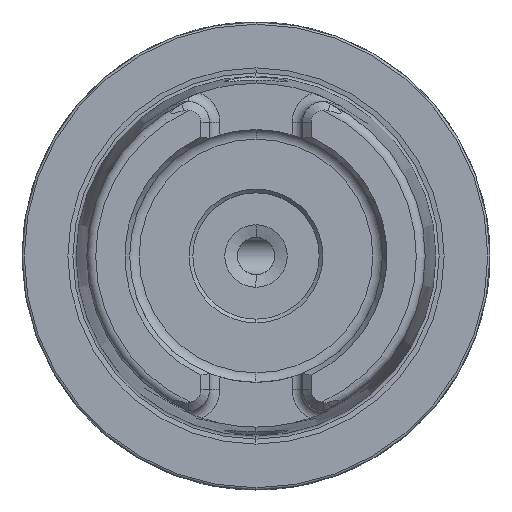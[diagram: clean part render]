
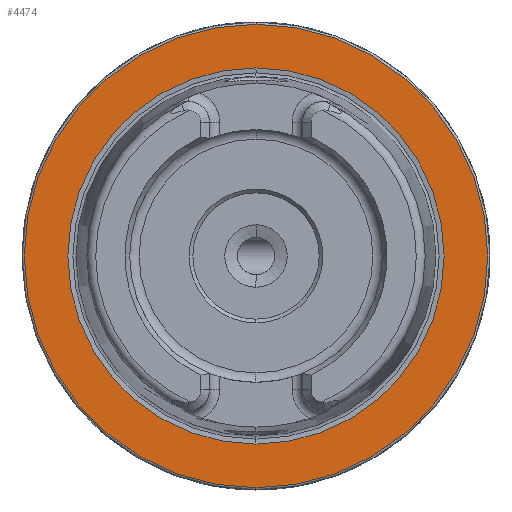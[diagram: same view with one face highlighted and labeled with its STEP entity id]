
A CAD part, left-side view. The second image highlights one B-rep face of the part: STEP entity #4474.
In plain terms, the highlighted planar face has unit normal (-1, 0, 0).
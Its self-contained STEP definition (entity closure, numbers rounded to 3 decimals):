
#149 = EDGE_CURVE ( 'NONE', #4038, #1364, #2711, .T. ) ;
#216 = ORIENTED_EDGE ( 'NONE', *, *, #5244, .F. ) ;
#281 = DIRECTION ( 'NONE',  ( 0., 0., 1. ) ) ;
#429 = DIRECTION ( 'NONE',  ( -1., 0., 0. ) ) ;
#1103 = DIRECTION ( 'NONE',  ( 0., 0., -1. ) ) ;
#1151 = CARTESIAN_POINT ( 'NONE',  ( 0., 0., -31.2 ) ) ;
#1332 = AXIS2_PLACEMENT_3D ( 'NONE', #2099, #7608, #7666 ) ;
#1364 = VERTEX_POINT ( 'NONE', #1151 ) ;
#1917 = CARTESIAN_POINT ( 'NONE',  ( 0., 0., 0. ) ) ;
#2078 = DIRECTION ( 'NONE',  ( 1., 0., 0. ) ) ;
#2099 = CARTESIAN_POINT ( 'NONE',  ( 0., 0., 0. ) ) ;
#2320 = CARTESIAN_POINT ( 'NONE',  ( 0., 0., 31.2 ) ) ;
#2432 = EDGE_CURVE ( 'NONE', #1364, #4038, #8086, .T. ) ;
#2571 = CARTESIAN_POINT ( 'NONE',  ( 0., 0., 25.324 ) ) ;
#2711 = CIRCLE ( 'NONE', #6959, 31.2 ) ;
#2740 = FACE_BOUND ( 'NONE', #10001, .T. ) ;
#3367 = AXIS2_PLACEMENT_3D ( 'NONE', #5802, #429, #7994 ) ;
#3595 = CIRCLE ( 'NONE', #9897, 25.324 ) ;
#3929 = ORIENTED_EDGE ( 'NONE', *, *, #149, .T. ) ;
#4038 = VERTEX_POINT ( 'NONE', #2320 ) ;
#4474 = ADVANCED_FACE ( 'NONE', ( #2740, #10514 ), #5285, .F. ) ;
#5244 = EDGE_CURVE ( 'NONE', #11679, #8822, #11159, .T. ) ;
#5285 = PLANE ( 'NONE',  #8927 ) ;
#5802 = CARTESIAN_POINT ( 'NONE',  ( 0., 0., 0. ) ) ;
#6476 = CARTESIAN_POINT ( 'NONE',  ( 0., 31.2, 0. ) ) ;
#6959 = AXIS2_PLACEMENT_3D ( 'NONE', #1917, #9486, #10413 ) ;
#7608 = DIRECTION ( 'NONE',  ( -1., 0., 0. ) ) ;
#7666 = DIRECTION ( 'NONE',  ( 0., 0., 1. ) ) ;
#7798 = CARTESIAN_POINT ( 'NONE',  ( 0., 0., 0. ) ) ;
#7994 = DIRECTION ( 'NONE',  ( 0., 0., 1. ) ) ;
#8086 = CIRCLE ( 'NONE', #3367, 31.2 ) ;
#8822 = VERTEX_POINT ( 'NONE', #9298 ) ;
#8927 = AXIS2_PLACEMENT_3D ( 'NONE', #6476, #2078, #1103 ) ;
#9108 = EDGE_CURVE ( 'NONE', #8822, #11679, #3595, .T. ) ;
#9298 = CARTESIAN_POINT ( 'NONE',  ( 0., 0., -25.324 ) ) ;
#9486 = DIRECTION ( 'NONE',  ( -1., 0., 0. ) ) ;
#9835 = ORIENTED_EDGE ( 'NONE', *, *, #2432, .T. ) ;
#9897 = AXIS2_PLACEMENT_3D ( 'NONE', #7798, #13014, #281 ) ;
#10001 = EDGE_LOOP ( 'NONE', ( #216, #13871 ) ) ;
#10413 = DIRECTION ( 'NONE',  ( 0., 0., 1. ) ) ;
#10503 = EDGE_LOOP ( 'NONE', ( #3929, #9835 ) ) ;
#10514 = FACE_OUTER_BOUND ( 'NONE', #10503, .T. ) ;
#11159 = CIRCLE ( 'NONE', #1332, 25.324 ) ;
#11679 = VERTEX_POINT ( 'NONE', #2571 ) ;
#13014 = DIRECTION ( 'NONE',  ( -1., 0., 0. ) ) ;
#13871 = ORIENTED_EDGE ( 'NONE', *, *, #9108, .F. ) ;
